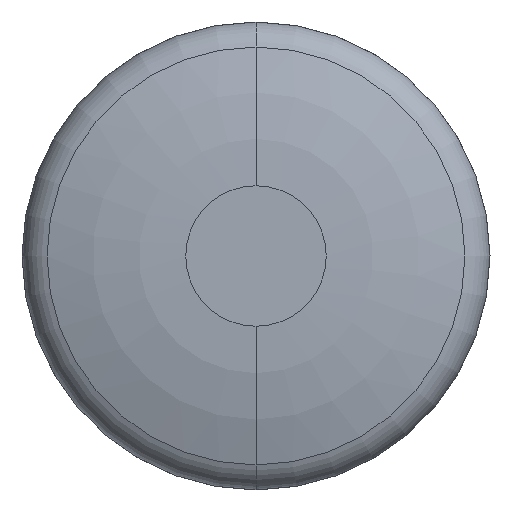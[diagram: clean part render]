
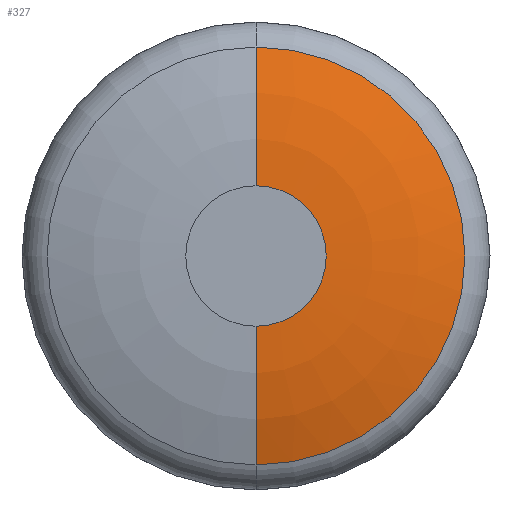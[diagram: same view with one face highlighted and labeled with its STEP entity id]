
A CAD part, front view. The second image highlights one B-rep face of the part: STEP entity #327.
In plain terms, the highlighted toroidal (fillet/blend) face has major radius 1.8 mm and minor radius 10.8 mm.
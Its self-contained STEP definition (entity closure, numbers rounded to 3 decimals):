
#21 = CARTESIAN_POINT ( 'NONE',  ( 0., 0.602, 5.356 ) ) ;
#22 = CARTESIAN_POINT ( 'NONE',  ( 0., 0.602, 0. ) ) ;
#56 = ORIENTED_EDGE ( 'NONE', *, *, #101, .F. ) ;
#75 = DIRECTION ( 'NONE',  ( 0., -1., 0. ) ) ;
#101 = EDGE_CURVE ( 'NONE', #304, #396, #536, .T. ) ;
#123 = DIRECTION ( 'NONE',  ( 0., 0., -1. ) ) ;
#136 = ORIENTED_EDGE ( 'NONE', *, *, #144, .T. ) ;
#144 = EDGE_CURVE ( 'NONE', #190, #396, #310, .T. ) ;
#149 = CIRCLE ( 'NONE', #537, 5.356 ) ;
#158 = ORIENTED_EDGE ( 'NONE', *, *, #471, .T. ) ;
#167 = AXIS2_PLACEMENT_3D ( 'NONE', #284, #208, #464 ) ;
#174 = CARTESIAN_POINT ( 'NONE',  ( 0., 10.8, 1.8 ) ) ;
#186 = VERTEX_POINT ( 'NONE', #332 ) ;
#190 = VERTEX_POINT ( 'NONE', #21 ) ;
#208 = DIRECTION ( 'NONE',  ( -1., 0., 0. ) ) ;
#242 = DIRECTION ( 'NONE',  ( 0., -1., 0. ) ) ;
#249 = AXIS2_PLACEMENT_3D ( 'NONE', #279, #452, #442 ) ;
#266 = AXIS2_PLACEMENT_3D ( 'NONE', #548, #75, #343 ) ;
#279 = CARTESIAN_POINT ( 'NONE',  ( 0., 10.8, 0. ) ) ;
#281 = ORIENTED_EDGE ( 'NONE', *, *, #423, .F. ) ;
#284 = CARTESIAN_POINT ( 'NONE',  ( 0., 10.8, -1.8 ) ) ;
#302 = CIRCLE ( 'NONE', #167, 10.8 ) ;
#304 = VERTEX_POINT ( 'NONE', #547 ) ;
#310 = CIRCLE ( 'NONE', #453, 10.8 ) ;
#323 = DIRECTION ( 'NONE',  ( 1., 0., 0. ) ) ;
#327 = ADVANCED_FACE ( 'NONE', ( #347 ), #546, .T. ) ;
#332 = CARTESIAN_POINT ( 'NONE',  ( 0., 0.602, -5.356 ) ) ;
#343 = DIRECTION ( 'NONE',  ( 0., 0., -1. ) ) ;
#346 = CARTESIAN_POINT ( 'NONE',  ( 0., 0., 1.8 ) ) ;
#347 = FACE_OUTER_BOUND ( 'NONE', #398, .T. ) ;
#396 = VERTEX_POINT ( 'NONE', #346 ) ;
#398 = EDGE_LOOP ( 'NONE', ( #158, #136, #56, #281 ) ) ;
#411 = DIRECTION ( 'NONE',  ( 0., 0., -1. ) ) ;
#423 = EDGE_CURVE ( 'NONE', #186, #304, #302, .T. ) ;
#442 = DIRECTION ( 'NONE',  ( 0., 0., -1. ) ) ;
#452 = DIRECTION ( 'NONE',  ( 0., -1., 0. ) ) ;
#453 = AXIS2_PLACEMENT_3D ( 'NONE', #174, #323, #411 ) ;
#464 = DIRECTION ( 'NONE',  ( 0., 0., 1. ) ) ;
#471 = EDGE_CURVE ( 'NONE', #186, #190, #149, .T. ) ;
#536 = CIRCLE ( 'NONE', #266, 1.8 ) ;
#537 = AXIS2_PLACEMENT_3D ( 'NONE', #22, #242, #123 ) ;
#546 = TOROIDAL_SURFACE ( 'NONE', #249, 1.8, 10.8 ) ;
#547 = CARTESIAN_POINT ( 'NONE',  ( 0., 0., -1.8 ) ) ;
#548 = CARTESIAN_POINT ( 'NONE',  ( 0., 0., 0. ) ) ;
